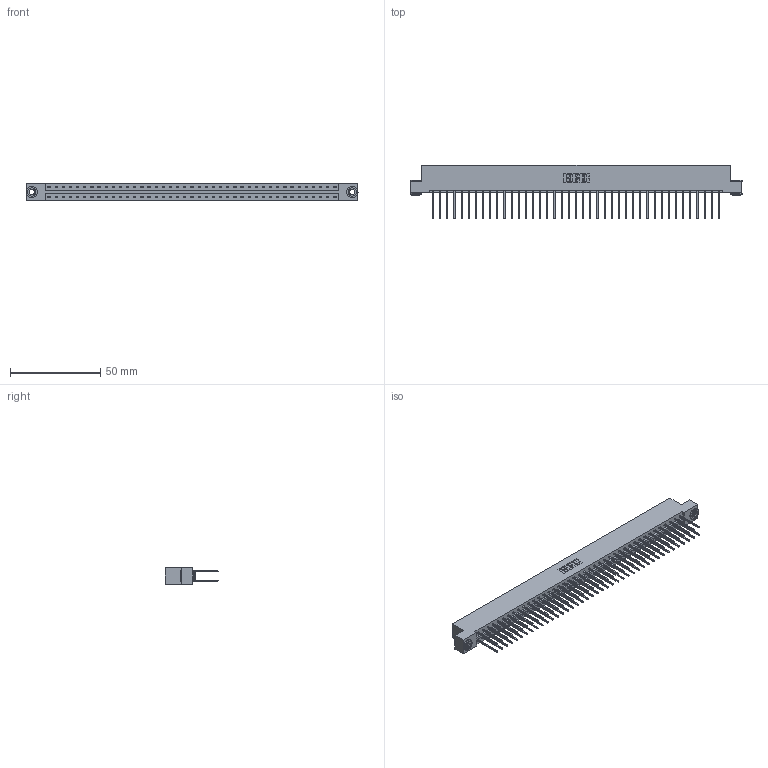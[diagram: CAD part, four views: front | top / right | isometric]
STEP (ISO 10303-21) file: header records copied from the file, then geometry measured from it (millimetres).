
FILE_DESCRIPTION (( 'STEP AP203' ), '1' );
FILE_NAME ('333-082-540-203.STEP', '2018-08-05T02:58:28', ( '' ), ( '' ), 'SwSTEP 2.0', 'SolidWorks 2016', '' );
FILE_SCHEMA (( 'CONFIG_CONTROL_DESIGN' ));
Length unit declared in the file: inch
Products named in the file (4): 333 Part_Flush - .156 Dia - TH; 345-292-001_345-293-140; 345-250-002_345-250-002-102; 333-082-540-203
Assembly tree (85 placements, depth 2):
  333-082-540-203
    333 Part_Flush - .156 Dia - TH
    345-292-001_345-293-140  x82
    345-250-002_345-250-002-102  x2
Bounding box: 184 x 29.47 x 9.4 mm (x, y, z)
Volume: 19106 mm3; surface area: 24324.2 mm2
Topology: 85 solids, 85 shells, 4416 faces, 13097 edges, 8618 vertices
Faces by surface type: plane 3032, cylinder 1376, cone 8
Entity records: 27174 total; most frequent: CARTESIAN_POINT 4481, ORIENTED_EDGE 4410, DIRECTION 3863, EDGE_CURVE 2205, VECTOR 2053, LINE 2053, VERTEX_POINT 1466, AXIS2_PLACEMENT_3D 905
